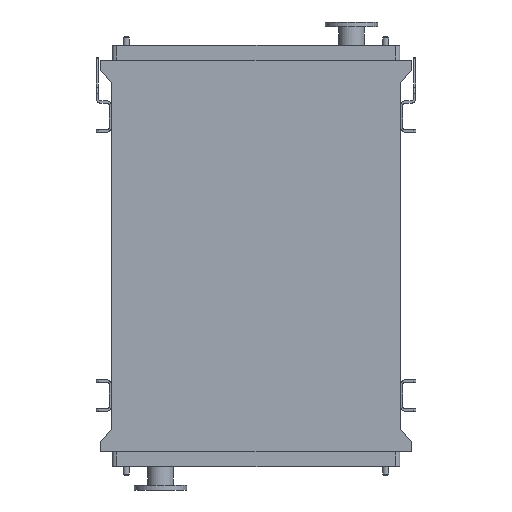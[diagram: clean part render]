
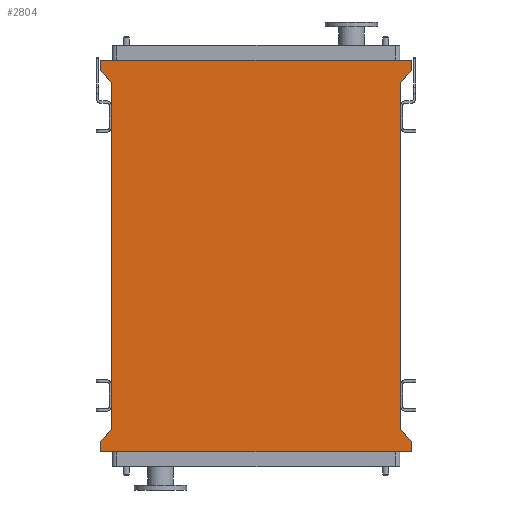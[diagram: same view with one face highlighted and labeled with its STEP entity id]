
A CAD part, front view. The second image highlights one B-rep face of the part: STEP entity #2804.
In plain terms, the highlighted planar face has unit normal (0, -1, 0).
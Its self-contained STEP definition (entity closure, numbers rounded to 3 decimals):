
#307 = EDGE_CURVE ( 'NONE', #2994, #3081, #13275, .T. ) ;
#617 = EDGE_CURVE ( 'NONE', #8620, #3270, #8573, .T. ) ;
#684 = LINE ( 'NONE', #15211, #13809 ) ;
#890 = EDGE_CURVE ( 'NONE', #13976, #9113, #8063, .T. ) ;
#911 = EDGE_CURVE ( 'NONE', #10450, #9113, #933, .T. ) ;
#914 = EDGE_CURVE ( 'NONE', #3081, #10450, #10578, .T. ) ;
#933 = LINE ( 'NONE', #1960, #7316 ) ;
#941 = EDGE_CURVE ( 'NONE', #13529, #2994, #12955, .T. ) ;
#943 = EDGE_CURVE ( 'NONE', #3270, #13529, #3422, .T. ) ;
#950 = EDGE_CURVE ( 'NONE', #6375, #8620, #6926, .T. ) ;
#973 = EDGE_CURVE ( 'NONE', #4913, #6375, #9017, .T. ) ;
#976 = EDGE_CURVE ( 'NONE', #7131, #4913, #2125, .T. ) ;
#980 = EDGE_CURVE ( 'NONE', #7753, #7131, #5704, .T. ) ;
#1006 = EDGE_CURVE ( 'NONE', #13976, #7753, #684, .T. ) ;
#1538 = ORIENTED_EDGE ( 'NONE', *, *, #911, .F. ) ;
#1960 = CARTESIAN_POINT ( 'NONE',  ( 651., 0., 53. ) ) ;
#2125 = LINE ( 'NONE', #15348, #11862 ) ;
#2170 = DIRECTION ( 'NONE',  ( 0., 0., 1. ) ) ;
#2434 = CARTESIAN_POINT ( 'NONE',  ( -651., 0., 95. ) ) ;
#2780 = CARTESIAN_POINT ( 'NONE',  ( -651., 0., 53. ) ) ;
#2804 = ADVANCED_FACE ( 'NONE', ( #3104 ), #15041, .T. ) ;
#2905 = ORIENTED_EDGE ( 'NONE', *, *, #973, .F. ) ;
#2994 = VERTEX_POINT ( 'NONE', #2434 ) ;
#3006 = VECTOR ( 'NONE', #11189, 1000. ) ;
#3022 = DIRECTION ( 'NONE',  ( 1., 0., 0. ) ) ;
#3081 = VERTEX_POINT ( 'NONE', #11112 ) ;
#3104 = FACE_OUTER_BOUND ( 'NONE', #7926, .T. ) ;
#3151 = CARTESIAN_POINT ( 'NONE',  ( -651., 0., 95. ) ) ;
#3270 = VERTEX_POINT ( 'NONE', #11758 ) ;
#3422 = LINE ( 'NONE', #15925, #3006 ) ;
#3508 = CARTESIAN_POINT ( 'NONE',  ( -651., 0., -1545. ) ) ;
#3741 = ORIENTED_EDGE ( 'NONE', *, *, #1006, .F. ) ;
#4613 = CARTESIAN_POINT ( 'NONE',  ( 605., 0., -1450. ) ) ;
#4913 = VERTEX_POINT ( 'NONE', #3508 ) ;
#5235 = VECTOR ( 'NONE', #2170, 1000. ) ;
#5293 = VECTOR ( 'NONE', #15284, 1000. ) ;
#5704 = LINE ( 'NONE', #15506, #5293 ) ;
#6116 = VECTOR ( 'NONE', #15365, 1000. ) ;
#6343 = CARTESIAN_POINT ( 'NONE',  ( 651., 0., -1545. ) ) ;
#6375 = VERTEX_POINT ( 'NONE', #10490 ) ;
#6422 = ORIENTED_EDGE ( 'NONE', *, *, #976, .F. ) ;
#6479 = VECTOR ( 'NONE', #3022, 1000. ) ;
#6926 = LINE ( 'NONE', #16122, #12582 ) ;
#7131 = VERTEX_POINT ( 'NONE', #6343 ) ;
#7316 = VECTOR ( 'NONE', #15773, 1000. ) ;
#7686 = AXIS2_PLACEMENT_3D ( 'NONE', #14457, #14047, #13906 ) ;
#7753 = VERTEX_POINT ( 'NONE', #14028 ) ;
#7926 = EDGE_LOOP ( 'NONE', ( #11401, #1538, #11779, #14756, #12128, #15093, #9324, #12492, #2905, #6422, #12875, #3741 ) ) ;
#8063 = LINE ( 'NONE', #4613, #14326 ) ;
#8573 = LINE ( 'NONE', #16084, #5235 ) ;
#8620 = VERTEX_POINT ( 'NONE', #14306 ) ;
#9017 = LINE ( 'NONE', #12170, #6116 ) ;
#9113 = VERTEX_POINT ( 'NONE', #14227 ) ;
#9241 = DIRECTION ( 'NONE',  ( 0.655, 0., -0.755 ) ) ;
#9324 = ORIENTED_EDGE ( 'NONE', *, *, #617, .F. ) ;
#9636 = CARTESIAN_POINT ( 'NONE',  ( 605., 0., -1450. ) ) ;
#10450 = VERTEX_POINT ( 'NONE', #11754 ) ;
#10490 = CARTESIAN_POINT ( 'NONE',  ( -651., 0., -1503. ) ) ;
#10578 = LINE ( 'NONE', #15769, #16135 ) ;
#10935 = VECTOR ( 'NONE', #16080, 1000. ) ;
#10972 = DIRECTION ( 'NONE',  ( 0.655, 0., 0.755 ) ) ;
#11112 = CARTESIAN_POINT ( 'NONE',  ( 651., 0., 95. ) ) ;
#11189 = DIRECTION ( 'NONE',  ( -0.655, 0., 0.755 ) ) ;
#11401 = ORIENTED_EDGE ( 'NONE', *, *, #890, .T. ) ;
#11720 = DIRECTION ( 'NONE',  ( 0., 0., -1. ) ) ;
#11754 = CARTESIAN_POINT ( 'NONE',  ( 651., 0., 53. ) ) ;
#11758 = CARTESIAN_POINT ( 'NONE',  ( -605., 0., 0. ) ) ;
#11779 = ORIENTED_EDGE ( 'NONE', *, *, #914, .F. ) ;
#11862 = VECTOR ( 'NONE', #15673, 1000. ) ;
#12128 = ORIENTED_EDGE ( 'NONE', *, *, #941, .F. ) ;
#12170 = CARTESIAN_POINT ( 'NONE',  ( -651., 0., -1545. ) ) ;
#12492 = ORIENTED_EDGE ( 'NONE', *, *, #950, .F. ) ;
#12582 = VECTOR ( 'NONE', #10972, 1000. ) ;
#12875 = ORIENTED_EDGE ( 'NONE', *, *, #980, .F. ) ;
#12955 = LINE ( 'NONE', #2780, #10935 ) ;
#13113 = DIRECTION ( 'NONE',  ( 0., 0., 1. ) ) ;
#13275 = LINE ( 'NONE', #3151, #6479 ) ;
#13529 = VERTEX_POINT ( 'NONE', #13862 ) ;
#13809 = VECTOR ( 'NONE', #9241, 1000. ) ;
#13862 = CARTESIAN_POINT ( 'NONE',  ( -651., 0., 53. ) ) ;
#13906 = DIRECTION ( 'NONE',  ( 0., 0., -1. ) ) ;
#13976 = VERTEX_POINT ( 'NONE', #9636 ) ;
#14028 = CARTESIAN_POINT ( 'NONE',  ( 651., 0., -1503. ) ) ;
#14047 = DIRECTION ( 'NONE',  ( 0., -1., 0. ) ) ;
#14227 = CARTESIAN_POINT ( 'NONE',  ( 605., 0., 0. ) ) ;
#14306 = CARTESIAN_POINT ( 'NONE',  ( -605., 0., -1450. ) ) ;
#14326 = VECTOR ( 'NONE', #13113, 1000. ) ;
#14457 = CARTESIAN_POINT ( 'NONE',  ( -605., 0., -1450. ) ) ;
#14756 = ORIENTED_EDGE ( 'NONE', *, *, #307, .F. ) ;
#15041 = PLANE ( 'NONE',  #7686 ) ;
#15093 = ORIENTED_EDGE ( 'NONE', *, *, #943, .F. ) ;
#15211 = CARTESIAN_POINT ( 'NONE',  ( 605., 0., -1450. ) ) ;
#15284 = DIRECTION ( 'NONE',  ( 0., 0., -1. ) ) ;
#15348 = CARTESIAN_POINT ( 'NONE',  ( 651., 0., -1545. ) ) ;
#15365 = DIRECTION ( 'NONE',  ( 0., 0., 1. ) ) ;
#15506 = CARTESIAN_POINT ( 'NONE',  ( 651., 0., -1503. ) ) ;
#15673 = DIRECTION ( 'NONE',  ( -1., 0., 0. ) ) ;
#15769 = CARTESIAN_POINT ( 'NONE',  ( 651., 0., 95. ) ) ;
#15773 = DIRECTION ( 'NONE',  ( -0.655, 0., -0.755 ) ) ;
#15925 = CARTESIAN_POINT ( 'NONE',  ( -605., 0., 0. ) ) ;
#16080 = DIRECTION ( 'NONE',  ( 0., 0., 1. ) ) ;
#16084 = CARTESIAN_POINT ( 'NONE',  ( -605., 0., -1450. ) ) ;
#16122 = CARTESIAN_POINT ( 'NONE',  ( -651., 0., -1503. ) ) ;
#16135 = VECTOR ( 'NONE', #11720, 1000. ) ;
